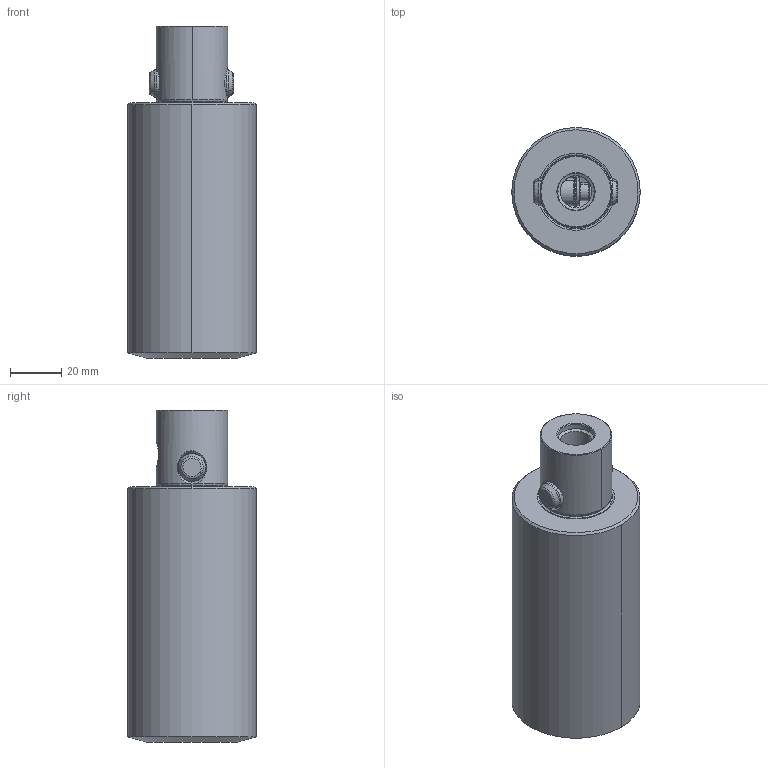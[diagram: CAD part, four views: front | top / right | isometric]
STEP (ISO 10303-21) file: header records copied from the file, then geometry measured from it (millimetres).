
FILE_DESCRIPTION(('no description'),'unknown implementation level');
FILE_NAME('568B409F-4CE9-4DF1-B17C-B10868520860_export.stp',' ',('CIMSOURCE GmbH'),('CADClick - KiM GmbH - www.kimweb.de'),'unknown preprocess','ACIS','unknown authorization');
FILE_SCHEMA(('automotive_design'));
Length unit declared in the file: millimetre
Products named in the file (3): 335.551 Kaiser CKS5 X D50 X 100|335.551 Kaiser CKS5 X D50 X 100_Standard;NONE; 335.551 Kaiser CKS5 X D50 X 100|691.505 Kaiser ETL �11 X 33K_Standard|693.304 Sprengring_Standard;NONE; 335.551 Kaiser CKS5 X D50 X 100|691.505 Kaiser ETL �11 X 33K_Standard|691.525 Mitnehmerbolzen_Standard;NONE
Bounding box: 50.3 x 50.3 x 130 mm (x, y, z)
Volume: 212851.2 mm3; surface area: 25031.7 mm2
Topology: 3 solids, 3 shells, 98 faces, 225 edges, 130 vertices
Faces by surface type: cone 30, cylinder 29, torus 24, plane 15
Entity records: 5872 total; most frequent: CARTESIAN_POINT 1019, DIRECTION 523, STYLED_ITEM 452, PRESENTATION_STYLE_ASSIGNMENT 452, COLOUR_RGB 452, ORIENTED_EDGE 442, AXIS2_PLACEMENT_3D 229, EDGE_CURVE 221
